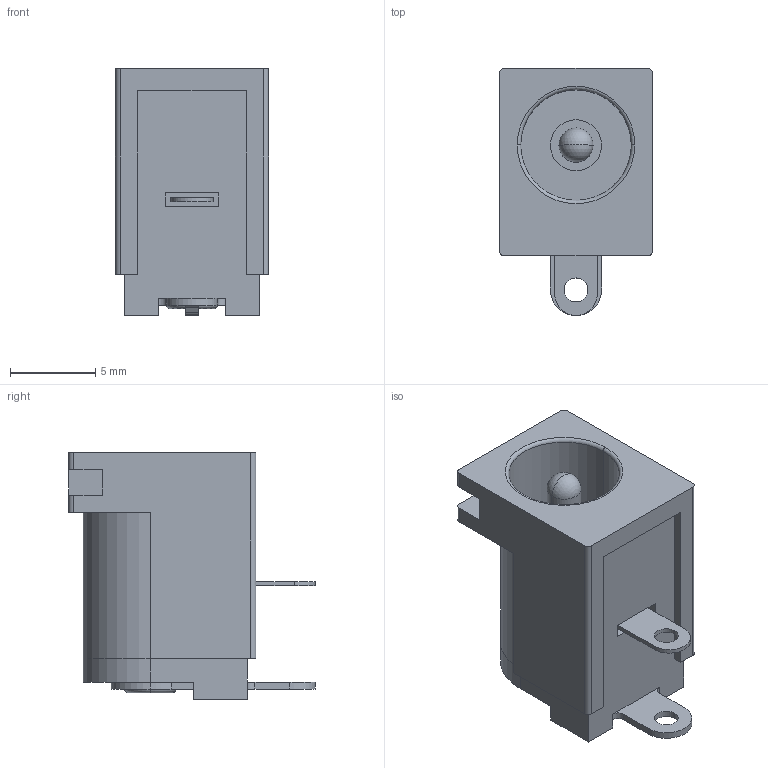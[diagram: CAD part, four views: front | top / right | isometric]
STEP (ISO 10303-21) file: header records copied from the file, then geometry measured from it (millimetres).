
FILE_DESCRIPTION(('STEP AP242'),'1');
FILE_NAME('pj-037ah.stp','2021-05-01T10:18:05',('TraceParts'),('TraceParts S.A.'),'Spatial InterOp 3D',' ',' ');
FILE_SCHEMA(('AP242_MANAGED_MODEL_BASED_3D_ENGINEERING_MIM_LF {1 0 10303 442 1 1 4}'));
Length unit declared in the file: millimetre
Products named in the file (1): pj-037ah_1
Bounding box: 9 x 14.5 x 14.5 mm (x, y, z)
Volume: 783.8 mm3; surface area: 1146.8 mm2
Topology: 3 solids, 3 shells, 99 faces, 261 edges, 169 vertices
Faces by surface type: plane 60, cylinder 31, torus 6, sphere 2
Entity records: 3225 total; most frequent: DIRECTION 542, CARTESIAN_POINT 530, ORIENTED_EDGE 518, EDGE_CURVE 259, AXIS2_PLACEMENT_3D 181, LINE 180, VECTOR 180, VERTEX_POINT 169
